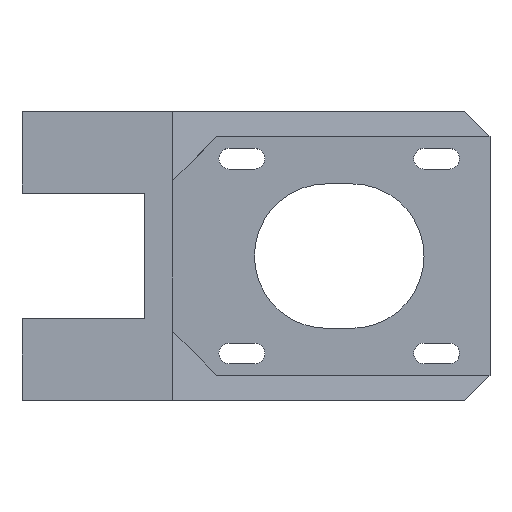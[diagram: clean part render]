
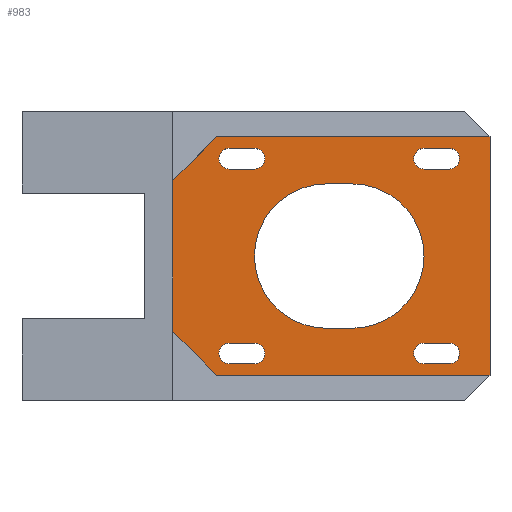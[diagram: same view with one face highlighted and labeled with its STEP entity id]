
A CAD part, top view. The second image highlights one B-rep face of the part: STEP entity #983.
In plain terms, the highlighted planar face has unit normal (0, 0, 1).
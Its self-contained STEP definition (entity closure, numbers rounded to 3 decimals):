
#30=FACE_BOUND('',#138,.T.);
#31=FACE_BOUND('',#139,.T.);
#32=FACE_BOUND('',#140,.T.);
#33=FACE_BOUND('',#141,.T.);
#34=FACE_BOUND('',#142,.T.);
#48=CIRCLE('',#1039,1.65);
#49=CIRCLE('',#1040,1.65);
#50=CIRCLE('',#1041,1.65);
#51=CIRCLE('',#1042,1.65);
#52=CIRCLE('',#1043,1.65);
#53=CIRCLE('',#1044,1.65);
#54=CIRCLE('',#1045,1.65);
#55=CIRCLE('',#1046,1.65);
#56=CIRCLE('',#1047,11.5);
#57=CIRCLE('',#1048,11.5);
#84=FACE_OUTER_BOUND('',#137,.T.);
#137=EDGE_LOOP('',(#683,#684,#685,#686,#687,#688));
#138=EDGE_LOOP('',(#689,#690,#691,#692));
#139=EDGE_LOOP('',(#693,#694,#695,#696));
#140=EDGE_LOOP('',(#697,#698,#699,#700));
#141=EDGE_LOOP('',(#701,#702,#703,#704));
#142=EDGE_LOOP('',(#705,#706,#707,#708));
#212=LINE('',#1417,#323);
#221=LINE('',#1436,#332);
#223=LINE('',#1440,#334);
#224=LINE('',#1442,#335);
#225=LINE('',#1443,#336);
#226=LINE('',#1444,#337);
#227=LINE('',#1449,#338);
#228=LINE('',#1452,#339);
#229=LINE('',#1457,#340);
#230=LINE('',#1460,#341);
#231=LINE('',#1465,#342);
#232=LINE('',#1468,#343);
#233=LINE('',#1473,#344);
#234=LINE('',#1476,#345);
#235=LINE('',#1481,#346);
#236=LINE('',#1484,#347);
#323=VECTOR('',#1133,10.);
#332=VECTOR('',#1148,10.);
#334=VECTOR('',#1152,10.);
#335=VECTOR('',#1153,10.);
#336=VECTOR('',#1154,10.);
#337=VECTOR('',#1155,10.);
#338=VECTOR('',#1158,10.);
#339=VECTOR('',#1161,10.);
#340=VECTOR('',#1164,10.);
#341=VECTOR('',#1167,10.);
#342=VECTOR('',#1170,10.);
#343=VECTOR('',#1173,10.);
#344=VECTOR('',#1176,10.);
#345=VECTOR('',#1179,10.);
#346=VECTOR('',#1182,10.);
#347=VECTOR('',#1185,10.);
#424=VERTEX_POINT('',#1396);
#432=VERTEX_POINT('',#1415);
#438=VERTEX_POINT('',#1433);
#439=VERTEX_POINT('',#1435);
#440=VERTEX_POINT('',#1439);
#441=VERTEX_POINT('',#1441);
#442=VERTEX_POINT('',#1445);
#443=VERTEX_POINT('',#1446);
#444=VERTEX_POINT('',#1448);
#445=VERTEX_POINT('',#1450);
#446=VERTEX_POINT('',#1453);
#447=VERTEX_POINT('',#1454);
#448=VERTEX_POINT('',#1456);
#449=VERTEX_POINT('',#1458);
#450=VERTEX_POINT('',#1461);
#451=VERTEX_POINT('',#1462);
#452=VERTEX_POINT('',#1464);
#453=VERTEX_POINT('',#1466);
#454=VERTEX_POINT('',#1469);
#455=VERTEX_POINT('',#1470);
#456=VERTEX_POINT('',#1472);
#457=VERTEX_POINT('',#1474);
#458=VERTEX_POINT('',#1477);
#459=VERTEX_POINT('',#1478);
#460=VERTEX_POINT('',#1480);
#461=VERTEX_POINT('',#1482);
#526=EDGE_CURVE('',#424,#432,#212,.T.);
#535=EDGE_CURVE('',#439,#438,#221,.T.);
#537=EDGE_CURVE('',#438,#440,#223,.T.);
#538=EDGE_CURVE('',#440,#441,#224,.T.);
#539=EDGE_CURVE('',#441,#424,#225,.T.);
#540=EDGE_CURVE('',#432,#439,#226,.T.);
#541=EDGE_CURVE('',#442,#443,#48,.T.);
#542=EDGE_CURVE('',#443,#444,#227,.T.);
#543=EDGE_CURVE('',#444,#445,#49,.T.);
#544=EDGE_CURVE('',#445,#442,#228,.T.);
#545=EDGE_CURVE('',#446,#447,#50,.T.);
#546=EDGE_CURVE('',#447,#448,#229,.T.);
#547=EDGE_CURVE('',#448,#449,#51,.T.);
#548=EDGE_CURVE('',#449,#446,#230,.T.);
#549=EDGE_CURVE('',#450,#451,#52,.T.);
#550=EDGE_CURVE('',#451,#452,#231,.T.);
#551=EDGE_CURVE('',#452,#453,#53,.T.);
#552=EDGE_CURVE('',#453,#450,#232,.T.);
#553=EDGE_CURVE('',#454,#455,#54,.T.);
#554=EDGE_CURVE('',#455,#456,#233,.T.);
#555=EDGE_CURVE('',#456,#457,#55,.T.);
#556=EDGE_CURVE('',#457,#454,#234,.T.);
#557=EDGE_CURVE('',#458,#459,#56,.T.);
#558=EDGE_CURVE('',#459,#460,#235,.T.);
#559=EDGE_CURVE('',#460,#461,#57,.T.);
#560=EDGE_CURVE('',#461,#458,#236,.T.);
#683=ORIENTED_EDGE('',*,*,#535,.T.);
#684=ORIENTED_EDGE('',*,*,#537,.T.);
#685=ORIENTED_EDGE('',*,*,#538,.T.);
#686=ORIENTED_EDGE('',*,*,#539,.T.);
#687=ORIENTED_EDGE('',*,*,#526,.T.);
#688=ORIENTED_EDGE('',*,*,#540,.T.);
#689=ORIENTED_EDGE('',*,*,#541,.T.);
#690=ORIENTED_EDGE('',*,*,#542,.T.);
#691=ORIENTED_EDGE('',*,*,#543,.T.);
#692=ORIENTED_EDGE('',*,*,#544,.T.);
#693=ORIENTED_EDGE('',*,*,#545,.T.);
#694=ORIENTED_EDGE('',*,*,#546,.T.);
#695=ORIENTED_EDGE('',*,*,#547,.T.);
#696=ORIENTED_EDGE('',*,*,#548,.T.);
#697=ORIENTED_EDGE('',*,*,#549,.T.);
#698=ORIENTED_EDGE('',*,*,#550,.T.);
#699=ORIENTED_EDGE('',*,*,#551,.T.);
#700=ORIENTED_EDGE('',*,*,#552,.T.);
#701=ORIENTED_EDGE('',*,*,#553,.T.);
#702=ORIENTED_EDGE('',*,*,#554,.T.);
#703=ORIENTED_EDGE('',*,*,#555,.T.);
#704=ORIENTED_EDGE('',*,*,#556,.T.);
#705=ORIENTED_EDGE('',*,*,#557,.T.);
#706=ORIENTED_EDGE('',*,*,#558,.T.);
#707=ORIENTED_EDGE('',*,*,#559,.T.);
#708=ORIENTED_EDGE('',*,*,#560,.T.);
#945=PLANE('',#1038);
#983=ADVANCED_FACE('',(#84,#30,#31,#32,#33,#34),#945,.T.);
#1038=AXIS2_PLACEMENT_3D('',#1438,#1150,#1151);
#1039=AXIS2_PLACEMENT_3D('',#1447,#1156,#1157);
#1040=AXIS2_PLACEMENT_3D('',#1451,#1159,#1160);
#1041=AXIS2_PLACEMENT_3D('',#1455,#1162,#1163);
#1042=AXIS2_PLACEMENT_3D('',#1459,#1165,#1166);
#1043=AXIS2_PLACEMENT_3D('',#1463,#1168,#1169);
#1044=AXIS2_PLACEMENT_3D('',#1467,#1171,#1172);
#1045=AXIS2_PLACEMENT_3D('',#1471,#1174,#1175);
#1046=AXIS2_PLACEMENT_3D('',#1475,#1177,#1178);
#1047=AXIS2_PLACEMENT_3D('',#1479,#1180,#1181);
#1048=AXIS2_PLACEMENT_3D('',#1483,#1183,#1184);
#1133=DIRECTION('',(0.,1.,0.));
#1148=DIRECTION('',(-0.707,-0.707,0.));
#1150=DIRECTION('center_axis',(0.,0.,1.));
#1151=DIRECTION('ref_axis',(-1.,0.,0.));
#1152=DIRECTION('',(0.,-1.,0.));
#1153=DIRECTION('',(0.707,-0.707,0.));
#1154=DIRECTION('',(1.,0.,0.));
#1155=DIRECTION('',(-1.,0.,0.));
#1156=DIRECTION('center_axis',(0.,0.,-1.));
#1157=DIRECTION('ref_axis',(0.,-1.,0.));
#1158=DIRECTION('',(-1.,0.,0.));
#1159=DIRECTION('center_axis',(0.,0.,-1.));
#1160=DIRECTION('ref_axis',(0.,1.,0.));
#1161=DIRECTION('',(1.,0.,0.));
#1162=DIRECTION('center_axis',(0.,0.,-1.));
#1163=DIRECTION('ref_axis',(0.,1.,0.));
#1164=DIRECTION('',(1.,0.,0.));
#1165=DIRECTION('center_axis',(0.,0.,-1.));
#1166=DIRECTION('ref_axis',(0.,-1.,0.));
#1167=DIRECTION('',(-1.,0.,0.));
#1168=DIRECTION('center_axis',(0.,0.,-1.));
#1169=DIRECTION('ref_axis',(0.,1.,0.));
#1170=DIRECTION('',(1.,0.,0.));
#1171=DIRECTION('center_axis',(0.,0.,-1.));
#1172=DIRECTION('ref_axis',(0.,-1.,0.));
#1173=DIRECTION('',(-1.,0.,0.));
#1174=DIRECTION('center_axis',(0.,0.,-1.));
#1175=DIRECTION('ref_axis',(0.,1.,0.));
#1176=DIRECTION('',(1.,0.,0.));
#1177=DIRECTION('center_axis',(0.,0.,-1.));
#1178=DIRECTION('ref_axis',(0.,-1.,0.));
#1179=DIRECTION('',(-1.,0.,0.));
#1180=DIRECTION('center_axis',(0.,0.,-1.));
#1181=DIRECTION('ref_axis',(0.,1.,0.));
#1182=DIRECTION('',(1.,0.,0.));
#1183=DIRECTION('center_axis',(0.,0.,-1.));
#1184=DIRECTION('ref_axis',(0.,-1.,0.));
#1185=DIRECTION('',(-1.,0.,0.));
#1396=CARTESIAN_POINT('',(65.,-19.,-386.));
#1415=CARTESIAN_POINT('',(65.,19.,-386.));
#1417=CARTESIAN_POINT('',(65.,-23.,-386.));
#1433=CARTESIAN_POINT('',(14.5,12.,-386.));
#1435=CARTESIAN_POINT('',(21.5,19.,-386.));
#1436=CARTESIAN_POINT('',(16.5,14.,-386.));
#1438=CARTESIAN_POINT('Origin',(27.5,0.,-386.));
#1439=CARTESIAN_POINT('',(14.5,-12.,-386.));
#1440=CARTESIAN_POINT('',(14.5,-11.5,-386.));
#1441=CARTESIAN_POINT('',(21.5,-19.,-386.));
#1442=CARTESIAN_POINT('',(16.5,-14.,-386.));
#1443=CARTESIAN_POINT('',(33.625,-19.,-386.));
#1444=CARTESIAN_POINT('',(33.625,19.,-386.));
#1445=CARTESIAN_POINT('',(58.5,-13.85,-386.));
#1446=CARTESIAN_POINT('',(58.5,-17.15,-386.));
#1447=CARTESIAN_POINT('Origin',(58.5,-15.5,-386.));
#1448=CARTESIAN_POINT('',(54.5,-17.15,-386.));
#1449=CARTESIAN_POINT('',(54.5,-17.15,-386.));
#1450=CARTESIAN_POINT('',(54.5,-13.85,-386.));
#1451=CARTESIAN_POINT('Origin',(54.5,-15.5,-386.));
#1452=CARTESIAN_POINT('',(58.5,-13.85,-386.));
#1453=CARTESIAN_POINT('',(23.5,13.85,-386.));
#1454=CARTESIAN_POINT('',(23.5,17.15,-386.));
#1455=CARTESIAN_POINT('Origin',(23.5,15.5,-386.));
#1456=CARTESIAN_POINT('',(27.5,17.15,-386.));
#1457=CARTESIAN_POINT('',(27.5,17.15,-386.));
#1458=CARTESIAN_POINT('',(27.5,13.85,-386.));
#1459=CARTESIAN_POINT('Origin',(27.5,15.5,-386.));
#1460=CARTESIAN_POINT('',(23.5,13.85,-386.));
#1461=CARTESIAN_POINT('',(23.5,-17.15,-386.));
#1462=CARTESIAN_POINT('',(23.5,-13.85,-386.));
#1463=CARTESIAN_POINT('Origin',(23.5,-15.5,-386.));
#1464=CARTESIAN_POINT('',(27.5,-13.85,-386.));
#1465=CARTESIAN_POINT('',(27.5,-13.85,-386.));
#1466=CARTESIAN_POINT('',(27.5,-17.15,-386.));
#1467=CARTESIAN_POINT('Origin',(27.5,-15.5,-386.));
#1468=CARTESIAN_POINT('',(23.5,-17.15,-386.));
#1469=CARTESIAN_POINT('',(54.5,13.85,-386.));
#1470=CARTESIAN_POINT('',(54.5,17.15,-386.));
#1471=CARTESIAN_POINT('Origin',(54.5,15.5,-386.));
#1472=CARTESIAN_POINT('',(58.5,17.15,-386.));
#1473=CARTESIAN_POINT('',(58.5,17.15,-386.));
#1474=CARTESIAN_POINT('',(58.5,13.85,-386.));
#1475=CARTESIAN_POINT('Origin',(58.5,15.5,-386.));
#1476=CARTESIAN_POINT('',(54.5,13.85,-386.));
#1477=CARTESIAN_POINT('',(39.,-11.5,-386.));
#1478=CARTESIAN_POINT('',(39.,11.5,-386.));
#1479=CARTESIAN_POINT('Origin',(39.,0.,-386.));
#1480=CARTESIAN_POINT('',(43.,11.5,-386.));
#1481=CARTESIAN_POINT('',(43.,11.5,-386.));
#1482=CARTESIAN_POINT('',(43.,-11.5,-386.));
#1483=CARTESIAN_POINT('Origin',(43.,0.,-386.));
#1484=CARTESIAN_POINT('',(39.,-11.5,-386.));
